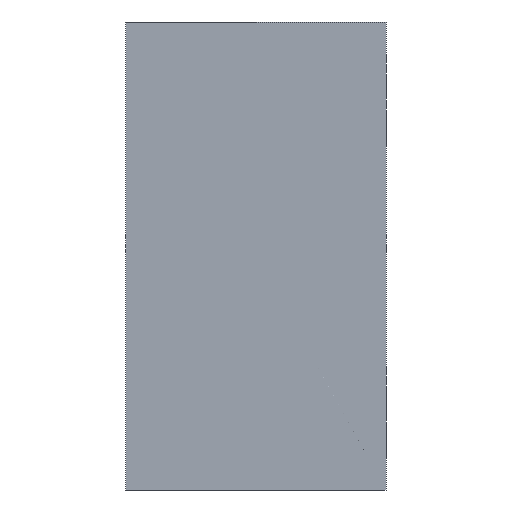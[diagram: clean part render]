
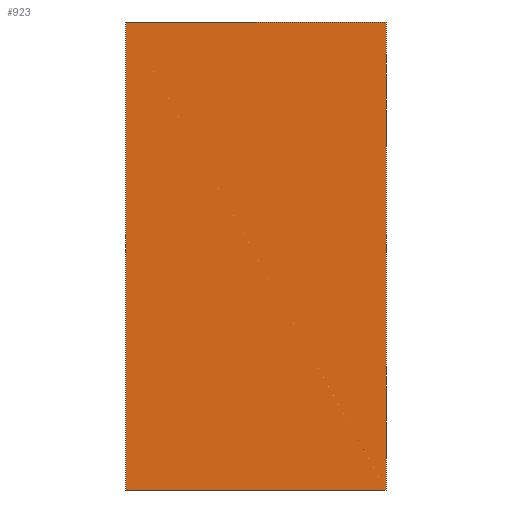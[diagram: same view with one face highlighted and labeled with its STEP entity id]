
A CAD part, left-side view. The second image highlights one B-rep face of the part: STEP entity #923.
In plain terms, the highlighted planar face has unit normal (-1, 0, 0).
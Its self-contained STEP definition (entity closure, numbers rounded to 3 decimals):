
#57 = VERTEX_POINT ( 'NONE', #345 ) ;
#101 = ORIENTED_EDGE ( 'NONE', *, *, #880, .F. ) ;
#146 = LINE ( 'NONE', #147, #148 ) ;
#147 = CARTESIAN_POINT ( 'NONE',  ( -26., 0., -3. ) ) ;
#148 = VECTOR ( 'NONE', #149, 1000. ) ;
#149 = DIRECTION ( 'NONE',  ( 0., 0., 1. ) ) ;
#179 = CARTESIAN_POINT ( 'NONE',  ( -26., 10., 15. ) ) ;
#230 = EDGE_CURVE ( 'NONE', #884, #916, #146, .T. ) ;
#305 = VERTEX_POINT ( 'NONE', #179 ) ;
#345 = CARTESIAN_POINT ( 'NONE',  ( -26., 10., -3. ) ) ;
#357 = CARTESIAN_POINT ( 'NONE',  ( -26., 0., 15. ) ) ;
#443 = FACE_OUTER_BOUND ( 'NONE', #486, .T. ) ;
#444 = PLANE ( 'NONE',  #445 ) ;
#445 = AXIS2_PLACEMENT_3D ( 'NONE', #446, #447, #448 ) ;
#446 = CARTESIAN_POINT ( 'NONE',  ( -26., 10., -3. ) ) ;
#447 = DIRECTION ( 'NONE',  ( 1., 0., 0. ) ) ;
#448 = DIRECTION ( 'NONE',  ( 0., 0., -1. ) ) ;
#486 = EDGE_LOOP ( 'NONE', ( #594, #101, #939, #849 ) ) ;
#540 = LINE ( 'NONE', #541, #542 ) ;
#541 = CARTESIAN_POINT ( 'NONE',  ( -26., 10., -3. ) ) ;
#542 = VECTOR ( 'NONE', #543, 1000. ) ;
#543 = DIRECTION ( 'NONE',  ( 0., 0., 1. ) ) ;
#594 = ORIENTED_EDGE ( 'NONE', *, *, #230, .T. ) ;
#658 = LINE ( 'NONE', #659, #660 ) ;
#659 = CARTESIAN_POINT ( 'NONE',  ( -26., 10., -3. ) ) ;
#660 = VECTOR ( 'NONE', #661, 1000. ) ;
#661 = DIRECTION ( 'NONE',  ( 0., -1., 0. ) ) ;
#676 = LINE ( 'NONE', #677, #678 ) ;
#677 = CARTESIAN_POINT ( 'NONE',  ( -26., 10., 15. ) ) ;
#678 = VECTOR ( 'NONE', #679, 1000. ) ;
#679 = DIRECTION ( 'NONE',  ( 0., -1., 0. ) ) ;
#682 = CARTESIAN_POINT ( 'NONE',  ( -26., 0., -3. ) ) ;
#849 = ORIENTED_EDGE ( 'NONE', *, *, #878, .T. ) ;
#878 = EDGE_CURVE ( 'NONE', #57, #884, #658, .T. ) ;
#880 = EDGE_CURVE ( 'NONE', #305, #916, #676, .T. ) ;
#884 = VERTEX_POINT ( 'NONE', #682 ) ;
#916 = VERTEX_POINT ( 'NONE', #357 ) ;
#923 = ADVANCED_FACE ( 'NONE', ( #443 ), #444, .F. ) ;
#937 = EDGE_CURVE ( 'NONE', #57, #305, #540, .T. ) ;
#939 = ORIENTED_EDGE ( 'NONE', *, *, #937, .F. ) ;
